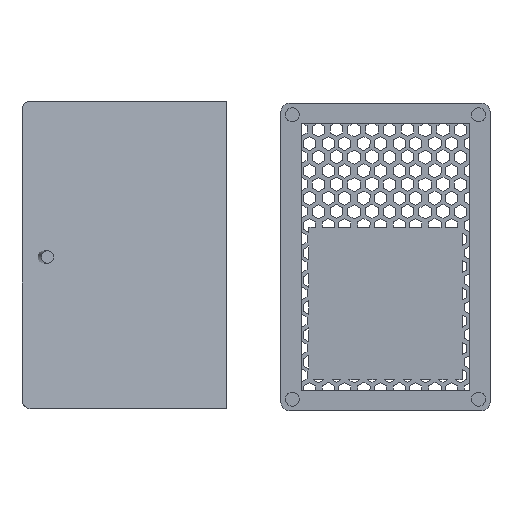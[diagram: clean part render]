
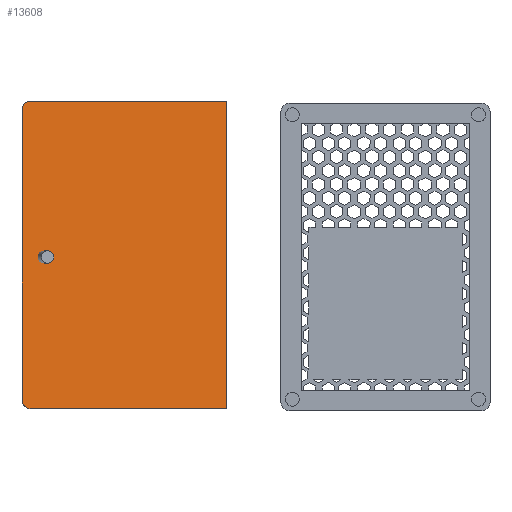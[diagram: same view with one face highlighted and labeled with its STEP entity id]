
A CAD part, top view. The second image highlights one B-rep face of the part: STEP entity #13608.
In plain terms, the highlighted planar face has unit normal (0.196, 0, 0.981).
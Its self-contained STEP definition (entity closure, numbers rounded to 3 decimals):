
#236=PLANE('',#14323);
#908=FACE_OUTER_BOUND('',#1591,.T.);
#1591=EDGE_LOOP('',(#9750,#9751,#9752,#9753,#9754,#9755));
#2446=LINE('',#18485,#4397);
#2449=LINE('',#18491,#4400);
#2450=LINE('',#18493,#4401);
#2451=LINE('',#18495,#4402);
#4397=VECTOR('',#15136,10.);
#4400=VECTOR('',#15141,10.);
#4401=VECTOR('',#15142,10.);
#4402=VECTOR('',#15143,10.);
#6301=ELLIPSE('',#14321,2.04,2.);
#6302=ELLIPSE('',#14324,2.04,2.);
#6351=VERTEX_POINT('',#18478);
#6352=VERTEX_POINT('',#18480);
#6353=VERTEX_POINT('',#18484);
#6355=VERTEX_POINT('',#18490);
#6356=VERTEX_POINT('',#18492);
#6357=VERTEX_POINT('',#18494);
#7694=EDGE_CURVE('',#6351,#6352,#6301,.T.);
#7696=EDGE_CURVE('',#6352,#6353,#2446,.T.);
#7699=EDGE_CURVE('',#6351,#6355,#2449,.T.);
#7700=EDGE_CURVE('',#6355,#6356,#2450,.T.);
#7701=EDGE_CURVE('',#6357,#6356,#2451,.T.);
#7702=EDGE_CURVE('',#6353,#6357,#6302,.T.);
#9750=ORIENTED_EDGE('',*,*,#7694,.F.);
#9751=ORIENTED_EDGE('',*,*,#7699,.T.);
#9752=ORIENTED_EDGE('',*,*,#7700,.T.);
#9753=ORIENTED_EDGE('',*,*,#7701,.F.);
#9754=ORIENTED_EDGE('',*,*,#7702,.F.);
#9755=ORIENTED_EDGE('',*,*,#7696,.F.);
#13608=ADVANCED_FACE('',(#908),#236,.T.);
#14321=AXIS2_PLACEMENT_3D('',#18481,#15131,#15132);
#14323=AXIS2_PLACEMENT_3D('',#18489,#15139,#15140);
#14324=AXIS2_PLACEMENT_3D('',#18496,#15144,#15145);
#15131=DIRECTION('center_axis',(-0.196,0.,
-0.981));
#15132=DIRECTION('ref_axis',(-0.981,0.,0.196));
#15136=DIRECTION('',(0.,1.,0.));
#15139=DIRECTION('center_axis',(0.196,0.,0.981));
#15140=DIRECTION('ref_axis',(0.981,0.,-0.196));
#15141=DIRECTION('',(0.981,0.,-0.196));
#15142=DIRECTION('',(0.,1.,0.));
#15143=DIRECTION('',(0.981,0.,-0.196));
#15144=DIRECTION('center_axis',(-0.196,0.,
-0.981));
#15145=DIRECTION('ref_axis',(-0.981,0.,0.196));
#18478=CARTESIAN_POINT('',(-78.001,-55.285,9.885));
#18480=CARTESIAN_POINT('',(-80.001,-53.285,10.285));
#18481=CARTESIAN_POINT('Origin',(-78.001,-53.285,9.885));
#18484=CARTESIAN_POINT('',(-80.005,17.715,10.285));
#18485=CARTESIAN_POINT('',(-80.001,-55.285,10.285));
#18489=CARTESIAN_POINT('Origin',(-80.001,-55.285,10.285));
#18490=CARTESIAN_POINT('',(-29.991,-55.282,0.285));
#18491=CARTESIAN_POINT('',(-80.001,-55.285,10.285));
#18492=CARTESIAN_POINT('',(-29.995,19.718,0.285));
#18493=CARTESIAN_POINT('',(-29.991,-55.282,0.285));
#18494=CARTESIAN_POINT('',(-78.005,19.715,9.885));
#18495=CARTESIAN_POINT('',(-80.005,19.715,10.285));
#18496=CARTESIAN_POINT('Origin',(-78.005,17.715,9.885));
